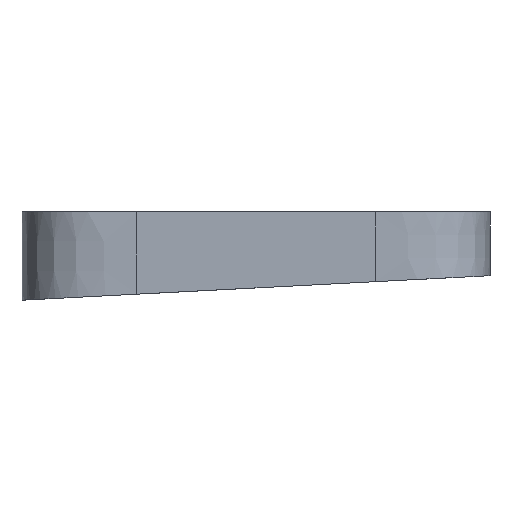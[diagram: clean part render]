
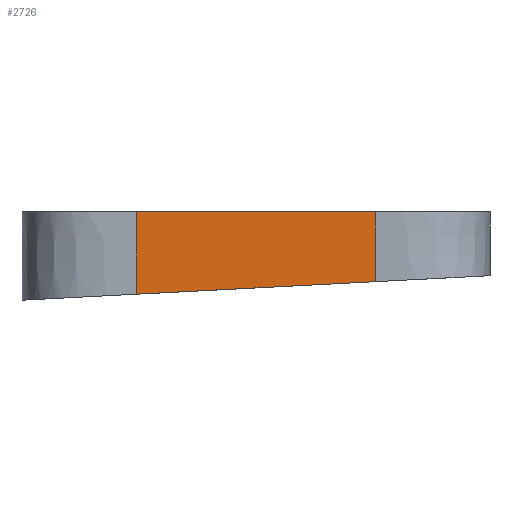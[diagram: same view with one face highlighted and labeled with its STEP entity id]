
A CAD part, left-side view. The second image highlights one B-rep face of the part: STEP entity #2726.
In plain terms, the highlighted planar face has unit normal (-1, 0, 0).
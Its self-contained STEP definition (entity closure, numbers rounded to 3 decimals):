
#312=PLANE('',#3022);
#458=FACE_OUTER_BOUND('',#620,.T.);
#620=EDGE_LOOP('',(#2573,#2574,#2575,#2576));
#621=LINE('',#3893,#869);
#630=LINE('',#3942,#878);
#655=LINE('',#4144,#903);
#660=LINE('',#4191,#908);
#869=VECTOR('',#3025,10.);
#878=VECTOR('',#3046,10.);
#903=VECTOR('',#3115,10.);
#908=VECTOR('',#3124,10.);
#1126=VERTEX_POINT('',#3879);
#1127=VERTEX_POINT('',#3892);
#1139=VERTEX_POINT('',#3941);
#1188=VERTEX_POINT('',#4143);
#1390=EDGE_CURVE('',#1126,#1127,#621,.T.);
#1404=EDGE_CURVE('',#1127,#1139,#630,.T.);
#1454=EDGE_CURVE('',#1139,#1188,#655,.T.);
#1462=EDGE_CURVE('',#1188,#1126,#660,.T.);
#2573=ORIENTED_EDGE('',*,*,#1390,.F.);
#2574=ORIENTED_EDGE('',*,*,#1462,.F.);
#2575=ORIENTED_EDGE('',*,*,#1454,.F.);
#2576=ORIENTED_EDGE('',*,*,#1404,.F.);
#2726=ADVANCED_FACE('',(#458),#312,.T.);
#3022=AXIS2_PLACEMENT_3D('',#4927,#3835,#3836);
#3025=DIRECTION('',(0.,0.,1.));
#3046=DIRECTION('',(0.,-1.,0.));
#3115=DIRECTION('',(0.,0.,-1.));
#3124=DIRECTION('',(0.,0.999,-0.052));
#3835=DIRECTION('center_axis',(-1.,0.,0.));
#3836=DIRECTION('ref_axis',(0.,-1.,0.));
#3879=CARTESIAN_POINT('',(-20.,-12.,-15.162));
#3892=CARTESIAN_POINT('',(-20.,-12.,7.8));
#3893=CARTESIAN_POINT('',(-20.,-12.,0.));
#3941=CARTESIAN_POINT('',(-20.,-78.488,7.8));
#3942=CARTESIAN_POINT('',(-20.,-110.488,7.8));
#4143=CARTESIAN_POINT('',(-20.,-78.488,-11.677));
#4144=CARTESIAN_POINT('',(-20.,-78.488,0.));
#4191=CARTESIAN_POINT('',(-20.,-13.107,-15.104));
#4927=CARTESIAN_POINT('Origin',(-20.,20.,0.));
